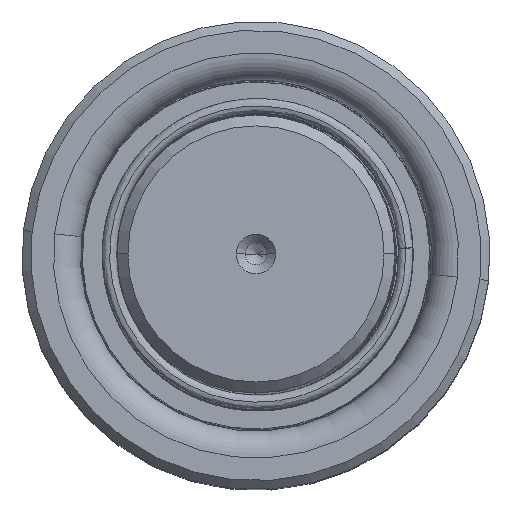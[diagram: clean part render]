
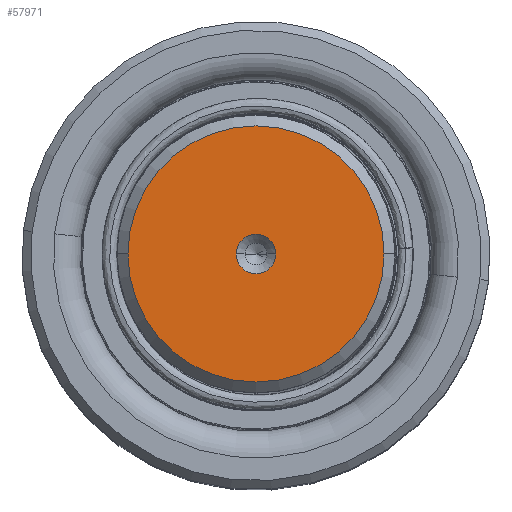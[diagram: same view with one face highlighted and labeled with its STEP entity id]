
A CAD part, top view. The second image highlights one B-rep face of the part: STEP entity #57971.
In plain terms, the highlighted planar face has unit normal (0, 0, 1).
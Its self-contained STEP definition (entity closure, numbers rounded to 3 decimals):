
#523 = EDGE_CURVE ( 'NONE', #3282, #52013, #34766, .T. ) ;
#3282 = VERTEX_POINT ( 'NONE', #30629 ) ;
#3625 = CARTESIAN_POINT ( 'NONE',  ( 0., 0., 200. ) ) ;
#3919 = CARTESIAN_POINT ( 'NONE',  ( -2.7, 0., 200. ) ) ;
#4398 = DIRECTION ( 'NONE',  ( 1., 0., 0. ) ) ;
#4804 = AXIS2_PLACEMENT_3D ( 'NONE', #8070, #7670, #53539 ) ;
#4952 = EDGE_LOOP ( 'NONE', ( #30319, #9706 ) ) ;
#7670 = DIRECTION ( 'NONE',  ( 0., 0., 1. ) ) ;
#8070 = CARTESIAN_POINT ( 'NONE',  ( 0., 0., 200. ) ) ;
#9706 = ORIENTED_EDGE ( 'NONE', *, *, #26672, .F. ) ;
#10449 = CARTESIAN_POINT ( 'NONE',  ( -17.514, 0., 200. ) ) ;
#11747 = AXIS2_PLACEMENT_3D ( 'NONE', #39817, #22283, #4398 ) ;
#12743 = VERTEX_POINT ( 'NONE', #10449 ) ;
#14207 = AXIS2_PLACEMENT_3D ( 'NONE', #3625, #17918, #54267 ) ;
#15743 = FACE_OUTER_BOUND ( 'NONE', #28630, .T. ) ;
#17770 = AXIS2_PLACEMENT_3D ( 'NONE', #40945, #45719, #55115 ) ;
#17832 = DIRECTION ( 'NONE',  ( 1., 0., 0. ) ) ;
#17918 = DIRECTION ( 'NONE',  ( 0., 0., 1. ) ) ;
#18229 = DIRECTION ( 'NONE',  ( 0., 0., 1. ) ) ;
#22075 = ORIENTED_EDGE ( 'NONE', *, *, #34512, .T. ) ;
#22283 = DIRECTION ( 'NONE',  ( 0., 0., 1. ) ) ;
#22905 = CIRCLE ( 'NONE', #4804, 17.514 ) ;
#25558 = CIRCLE ( 'NONE', #14207, 2.7 ) ;
#26672 = EDGE_CURVE ( 'NONE', #52013, #3282, #25558, .T. ) ;
#28630 = EDGE_LOOP ( 'NONE', ( #22075, #49029 ) ) ;
#29780 = CARTESIAN_POINT ( 'NONE',  ( 17.514, 0., 200. ) ) ;
#30319 = ORIENTED_EDGE ( 'NONE', *, *, #523, .F. ) ;
#30629 = CARTESIAN_POINT ( 'NONE',  ( 2.7, 0., 200. ) ) ;
#31806 = CARTESIAN_POINT ( 'NONE',  ( 0., 0., 200. ) ) ;
#34512 = EDGE_CURVE ( 'NONE', #12743, #41643, #22905, .T. ) ;
#34766 = CIRCLE ( 'NONE', #55440, 2.7 ) ;
#35717 = FACE_BOUND ( 'NONE', #4952, .T. ) ;
#39817 = CARTESIAN_POINT ( 'NONE',  ( 0., 0., 200. ) ) ;
#40945 = CARTESIAN_POINT ( 'NONE',  ( 0., 0., 200. ) ) ;
#41643 = VERTEX_POINT ( 'NONE', #29780 ) ;
#45719 = DIRECTION ( 'NONE',  ( 0., 0., 1. ) ) ;
#49029 = ORIENTED_EDGE ( 'NONE', *, *, #54526, .T. ) ;
#52013 = VERTEX_POINT ( 'NONE', #3919 ) ;
#53423 = PLANE ( 'NONE',  #11747 ) ;
#53539 = DIRECTION ( 'NONE',  ( 1., 0., 0. ) ) ;
#54267 = DIRECTION ( 'NONE',  ( 1., 0., 0. ) ) ;
#54526 = EDGE_CURVE ( 'NONE', #41643, #12743, #57219, .T. ) ;
#55115 = DIRECTION ( 'NONE',  ( 1., 0., 0. ) ) ;
#55440 = AXIS2_PLACEMENT_3D ( 'NONE', #31806, #18229, #17832 ) ;
#57219 = CIRCLE ( 'NONE', #17770, 17.514 ) ;
#57971 = ADVANCED_FACE ( 'NONE', ( #35717, #15743 ), #53423, .T. ) ;
